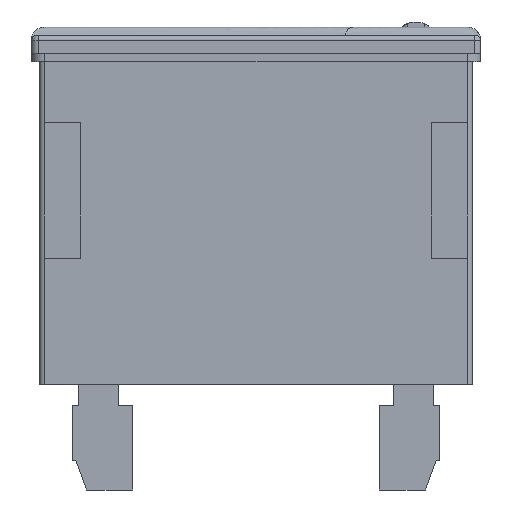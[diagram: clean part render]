
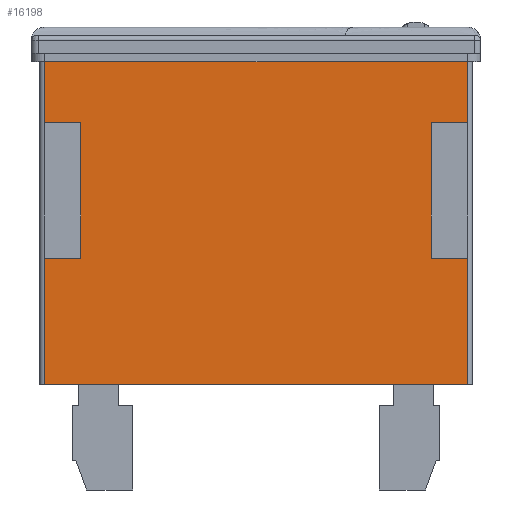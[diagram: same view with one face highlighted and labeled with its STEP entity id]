
A CAD part, left-side view. The second image highlights one B-rep face of the part: STEP entity #16198.
In plain terms, the highlighted planar face has unit normal (-1, 0, 0).
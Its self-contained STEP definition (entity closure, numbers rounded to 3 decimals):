
#100=DIRECTION('',(0.,-1.,0.));
#101=VECTOR('',#100,90.2);
#102=CARTESIAN_POINT('',(-45.95,45.1,-34.4));
#103=LINE('',#102,#101);
#244=DIRECTION('',(0.,1.,0.));
#245=VECTOR('',#244,7.8);
#246=CARTESIAN_POINT('',(-45.95,-45.1,21.4));
#247=LINE('',#246,#245);
#251=DIRECTION('',(0.,0.,-1.));
#252=VECTOR('',#251,28.9);
#253=CARTESIAN_POINT('',(-45.95,-37.3,21.4));
#254=LINE('',#253,#252);
#258=DIRECTION('',(0.,1.,0.));
#259=VECTOR('',#258,7.8);
#260=CARTESIAN_POINT('',(-45.95,-45.1,-7.5));
#261=LINE('',#260,#259);
#265=DIRECTION('',(0.,0.,-1.));
#266=VECTOR('',#265,26.9);
#267=CARTESIAN_POINT('',(-45.95,-45.1,-7.5));
#268=LINE('',#267,#266);
#272=DIRECTION('',(0.,0.,1.));
#273=VECTOR('',#272,26.9);
#274=CARTESIAN_POINT('',(-45.95,45.1,-34.4));
#275=LINE('',#274,#273);
#279=DIRECTION('',(0.,-1.,0.));
#280=VECTOR('',#279,7.8);
#281=CARTESIAN_POINT('',(-45.95,45.1,-7.5));
#282=LINE('',#281,#280);
#286=DIRECTION('',(0.,0.,1.));
#287=VECTOR('',#286,28.9);
#288=CARTESIAN_POINT('',(-45.95,37.3,-7.5));
#289=LINE('',#288,#287);
#293=DIRECTION('',(0.,-1.,0.));
#294=VECTOR('',#293,7.8);
#295=CARTESIAN_POINT('',(-45.95,45.1,21.4));
#296=LINE('',#295,#294);
#300=DIRECTION('',(0.,0.,1.));
#301=VECTOR('',#300,14.75);
#302=CARTESIAN_POINT('',(-45.95,45.1,21.4));
#303=LINE('',#302,#301);
#307=DIRECTION('',(0.,-1.,0.));
#308=VECTOR('',#307,90.2);
#309=CARTESIAN_POINT('',(-45.95,45.1,36.15));
#310=LINE('',#309,#308);
#314=DIRECTION('',(0.,0.,-1.));
#315=VECTOR('',#314,14.75);
#316=CARTESIAN_POINT('',(-45.95,-45.1,36.15));
#317=LINE('',#316,#315);
#15870=CARTESIAN_POINT('',(-45.95,45.1,-34.4));
#15872=VERTEX_POINT('',#15870);
#15879=CARTESIAN_POINT('',(-45.95,-45.1,-34.4));
#15881=VERTEX_POINT('',#15879);
#15886=CARTESIAN_POINT('',(-45.95,45.1,36.15));
#15887=CARTESIAN_POINT('',(-45.95,-45.1,36.15));
#15888=VERTEX_POINT('',#15886);
#15889=VERTEX_POINT('',#15887);
#15958=CARTESIAN_POINT('',(-45.95,-45.1,-7.5));
#15959=CARTESIAN_POINT('',(-45.95,-45.1,21.4));
#15960=VERTEX_POINT('',#15958);
#15961=VERTEX_POINT('',#15959);
#15962=CARTESIAN_POINT('',(-45.95,-37.3,21.4));
#15963=VERTEX_POINT('',#15962);
#15964=CARTESIAN_POINT('',(-45.95,-37.3,-7.5));
#15965=VERTEX_POINT('',#15964);
#15966=CARTESIAN_POINT('',(-45.95,45.1,-7.5));
#15967=CARTESIAN_POINT('',(-45.95,37.3,-7.5));
#15968=VERTEX_POINT('',#15966);
#15969=VERTEX_POINT('',#15967);
#15970=CARTESIAN_POINT('',(-45.95,37.3,21.4));
#15971=VERTEX_POINT('',#15970);
#15972=CARTESIAN_POINT('',(-45.95,45.1,21.4));
#15973=VERTEX_POINT('',#15972);
#16171=CARTESIAN_POINT('',(-45.95,46.1,-34.4));
#16172=DIRECTION('',(-1.,0.,0.));
#16173=DIRECTION('',(0.,-1.,0.));
#16174=AXIS2_PLACEMENT_3D('',#16171,#16172,#16173);
#16175=PLANE('',#16174);
#16177=ORIENTED_EDGE('',*,*,#16176,.T.);
#16179=ORIENTED_EDGE('',*,*,#16178,.T.);
#16181=ORIENTED_EDGE('',*,*,#16180,.F.);
#16183=ORIENTED_EDGE('',*,*,#16182,.T.);
#16184=ORIENTED_EDGE('',*,*,#16053,.F.);
#16185=ORIENTED_EDGE('',*,*,#16104,.T.);
#16187=ORIENTED_EDGE('',*,*,#16186,.T.);
#16189=ORIENTED_EDGE('',*,*,#16188,.T.);
#16190=ORIENTED_EDGE('',*,*,#16154,.F.);
#16191=ORIENTED_EDGE('',*,*,#16115,.T.);
#16193=ORIENTED_EDGE('',*,*,#16192,.T.);
#16195=ORIENTED_EDGE('',*,*,#16194,.T.);
#16196=EDGE_LOOP('',(#16177,#16179,#16181,#16183,#16184,#16185,#16187,#16189,
#16190,#16191,#16193,#16195));
#16197=FACE_OUTER_BOUND('',#16196,.F.);
#16053=EDGE_CURVE('',#15872,#15881,#103,.T.);
#16104=EDGE_CURVE('',#15872,#15968,#275,.T.);
#16115=EDGE_CURVE('',#15973,#15888,#303,.T.);
#16154=EDGE_CURVE('',#15973,#15971,#296,.T.);
#16176=EDGE_CURVE('',#15961,#15963,#247,.T.);
#16178=EDGE_CURVE('',#15963,#15965,#254,.T.);
#16180=EDGE_CURVE('',#15960,#15965,#261,.T.);
#16182=EDGE_CURVE('',#15960,#15881,#268,.T.);
#16186=EDGE_CURVE('',#15968,#15969,#282,.T.);
#16188=EDGE_CURVE('',#15969,#15971,#289,.T.);
#16192=EDGE_CURVE('',#15888,#15889,#310,.T.);
#16194=EDGE_CURVE('',#15889,#15961,#317,.T.);
#16198=ADVANCED_FACE('',(#16197),#16175,.T.);
